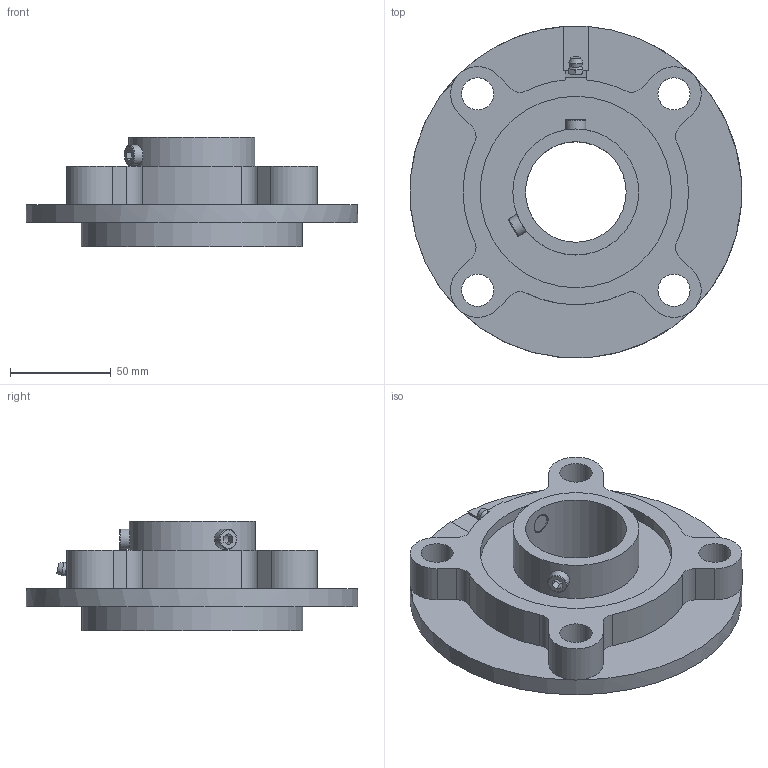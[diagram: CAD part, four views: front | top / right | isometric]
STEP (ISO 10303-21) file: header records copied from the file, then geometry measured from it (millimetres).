
FILE_DESCRIPTION( ( 'STEP AP214' ), ' ' );
FILE_NAME( 'UCFC210J.stp', '2018-05-30T07:21:58', ( '' ), ( '' ), ' ', 'PARTsolutions', ' ' );
FILE_SCHEMA( ( 'AUTOMOTIVE_DESIGN { 1 0 10303 214 1 1 1 1 }' ) );
Length unit declared in the file: millimetre
Products named in the file (2): UCFC210J; _UCFC210-Housing
Assembly tree (1 placements, depth 2):
  UCFC210J
    _UCFC210-Housing
Bounding box: 164.81 x 164.85 x 54.6 mm (x, y, z)
Volume: 392174.1 mm3; surface area: 82117 mm2
Topology: 1 solids, 1 shells, 104 faces, 257 edges, 165 vertices
Faces by surface type: plane 50, cylinder 33, cone 19, torus 2
Full cylindrical faces by diameter (mm): 7 x1, 10 x4, 16 x4, 50 x1, 62.6 x2, 88 x1, 95.2 x1, 110 x1, 165 x1
Entity records: 4179 total; most frequent: CARTESIAN_POINT 997, DIRECTION 481, ORIENTED_EDGE 440, EDGE_CURVE 220, AXIS2_PLACEMENT_3D 195, VERTEX_POINT 155, EDGE_LOOP 149, FACE_OUTER_BOUND 122
